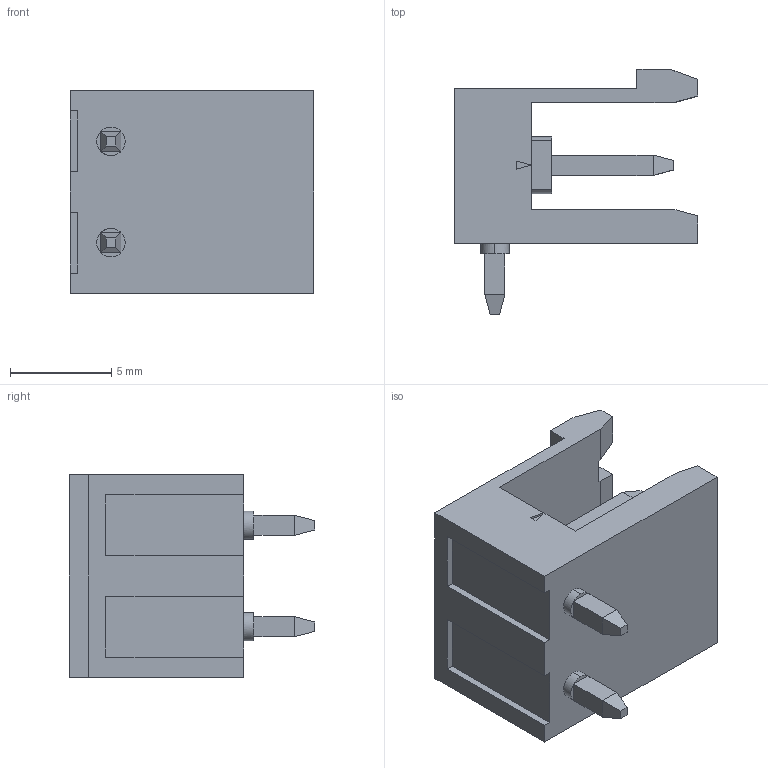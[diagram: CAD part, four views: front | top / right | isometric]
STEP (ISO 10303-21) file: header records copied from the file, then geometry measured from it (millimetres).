
FILE_DESCRIPTION (( 'STEP AP214' ), '1' );
FILE_NAME ('P2.STEP', '2016-02-14T11:51:30', ( '' ), ( '' ), 'SwSTEP 2.0', 'SolidWorks 2015', '' );
FILE_SCHEMA (( 'AUTOMOTIVE_DESIGN' ));
Length unit declared in the file: millimetre
Products named in the file (1): P2
Bounding box: 12 x 12.1 x 10 mm (x, y, z)
Volume: 480 mm3; surface area: 769.8 mm2
Topology: 1 solids, 1 shells, 113 faces, 271 edges, 168 vertices
Faces by surface type: plane 102, cylinder 9, cone 2
Entity records: 4454 total; most frequent: CARTESIAN_POINT 564, ORIENTED_EDGE 540, DIRECTION 522, EDGE_CURVE 270, VECTOR 238, LINE 238, VERTEX_POINT 168, AXIS2_PLACEMENT_3D 142
